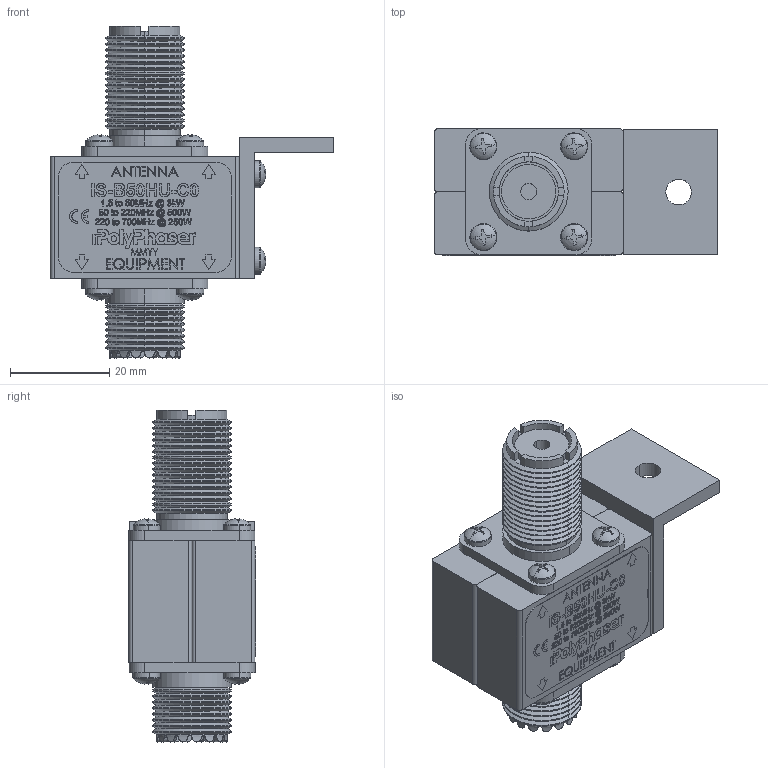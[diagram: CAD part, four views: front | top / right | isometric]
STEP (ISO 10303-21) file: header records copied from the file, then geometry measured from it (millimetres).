
FILE_DESCRIPTION (( 'STEP AP214' ), '1' );
FILE_NAME ('IS-B50HU-C0.STEP', '2019-07-30T21:02:11', ( '' ), ( '' ), 'SwSTEP 2.0', 'SolidWorks 2019', '' );
FILE_SCHEMA (( 'AUTOMOTIVE_DESIGN' ));
Length unit declared in the file: inch
Products named in the file (12): 1081-0251-05; 5100-0004-01; 7020-0072; 5100-0004; 5210-0018; 2003-1052; 9040-0577; 2021-2103-01; 2021-2100; 2021-2103; IS-B50HU-C0; 2021-2100-02
Assembly tree (22 placements, depth 4):
  IS-B50HU-C0
    5100-0004
    5100-0004-01
    2003-1052
    5210-0018
    2021-2103-01
      2021-2103
    1081-0251-05  x12
    7020-0072
    9040-0577
      2021-2100-02
        2021-2100
Bounding box: 57.15 x 25.61 x 66.93 mm (x, y, z)
Volume: 30813.4 mm3; surface area: 22849.9 mm2
Topology: 20 solids, 20 shells, 3093 faces, 7588 edges, 4669 vertices
Faces by surface type: plane 1125, cone 734, cylinder 709, bspline 477, torus 48
Entity records: 100127 total; most frequent: CARTESIAN_POINT 38702, ORIENTED_EDGE 10084, DIRECTION 7551, EDGE_CURVE 5042, VERTEX_POINT 3272, LINE 3193, VECTOR 3193, AXIS2_PLACEMENT_3D 2179
